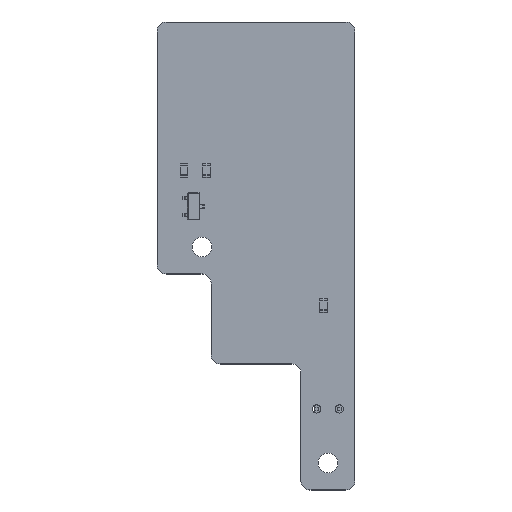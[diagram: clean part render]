
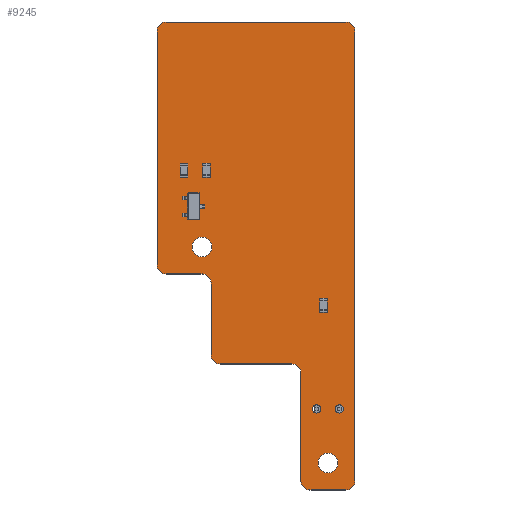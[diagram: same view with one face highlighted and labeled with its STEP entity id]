
A CAD part, top view. The second image highlights one B-rep face of the part: STEP entity #9245.
In plain terms, the highlighted planar face has unit normal (0, 0, 1).
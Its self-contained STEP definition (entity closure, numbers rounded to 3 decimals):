
#8984 = VERTEX_POINT('',#8985);
#8985 = CARTESIAN_POINT('',(16.,25.,1.59));
#8991 = EDGE_CURVE('',#8984,#8992,#8994,.T.);
#8992 = VERTEX_POINT('',#8993);
#8993 = CARTESIAN_POINT('',(17.,24.,1.59));
#8994 = CIRCLE('',#8995,1.);
#8995 = AXIS2_PLACEMENT_3D('',#8996,#8997,#8998);
#8996 = CARTESIAN_POINT('',(16.,24.,1.59));
#8997 = DIRECTION('',(0.,0.,-1.));
#8998 = DIRECTION('',(0.,1.,0.));
#9026 = VERTEX_POINT('',#9027);
#9027 = CARTESIAN_POINT('',(-4.,25.,1.59));
#9033 = EDGE_CURVE('',#9026,#8984,#9034,.T.);
#9034 = LINE('',#9035,#9036);
#9035 = CARTESIAN_POINT('',(-4.,25.,1.59));
#9036 = VECTOR('',#9037,1.);
#9037 = DIRECTION('',(1.,0.,0.));
#9055 = EDGE_CURVE('',#8992,#9056,#9058,.T.);
#9056 = VERTEX_POINT('',#9057);
#9057 = CARTESIAN_POINT('',(17.,-26.,1.59));
#9058 = LINE('',#9059,#9060);
#9059 = CARTESIAN_POINT('',(17.,24.,1.59));
#9060 = VECTOR('',#9061,1.);
#9061 = DIRECTION('',(0.,-1.,0.));
#9245 = ADVANCED_FACE('',(#9246,#9360,#9371,#9382,#9393),#9404,.T.);
#9246 = FACE_BOUND('',#9247,.T.);
#9247 = EDGE_LOOP('',(#9248,#9249,#9250,#9259,#9267,#9276,#9284,#9293,
    #9301,#9310,#9318,#9327,#9335,#9344,#9352,#9359));
#9248 = ORIENTED_EDGE('',*,*,#8991,.F.);
#9249 = ORIENTED_EDGE('',*,*,#9033,.F.);
#9250 = ORIENTED_EDGE('',*,*,#9251,.F.);
#9251 = EDGE_CURVE('',#9252,#9026,#9254,.T.);
#9252 = VERTEX_POINT('',#9253);
#9253 = CARTESIAN_POINT('',(-5.,24.,1.59));
#9254 = CIRCLE('',#9255,1.);
#9255 = AXIS2_PLACEMENT_3D('',#9256,#9257,#9258);
#9256 = CARTESIAN_POINT('',(-4.,24.,1.59));
#9257 = DIRECTION('',(0.,0.,-1.));
#9258 = DIRECTION('',(-1.,0.,-0.));
#9259 = ORIENTED_EDGE('',*,*,#9260,.F.);
#9260 = EDGE_CURVE('',#9261,#9252,#9263,.T.);
#9261 = VERTEX_POINT('',#9262);
#9262 = CARTESIAN_POINT('',(-5.,-2.,1.59));
#9263 = LINE('',#9264,#9265);
#9264 = CARTESIAN_POINT('',(-5.,-2.,1.59));
#9265 = VECTOR('',#9266,1.);
#9266 = DIRECTION('',(0.,1.,0.));
#9267 = ORIENTED_EDGE('',*,*,#9268,.F.);
#9268 = EDGE_CURVE('',#9269,#9261,#9271,.T.);
#9269 = VERTEX_POINT('',#9270);
#9270 = CARTESIAN_POINT('',(-4.,-3.,1.59));
#9271 = CIRCLE('',#9272,1.);
#9272 = AXIS2_PLACEMENT_3D('',#9273,#9274,#9275);
#9273 = CARTESIAN_POINT('',(-4.,-2.,1.59));
#9274 = DIRECTION('',(0.,0.,-1.));
#9275 = DIRECTION('',(0.,-1.,-0.));
#9276 = ORIENTED_EDGE('',*,*,#9277,.F.);
#9277 = EDGE_CURVE('',#9278,#9269,#9280,.T.);
#9278 = VERTEX_POINT('',#9279);
#9279 = CARTESIAN_POINT('',(0.,-3.,1.59));
#9280 = LINE('',#9281,#9282);
#9281 = CARTESIAN_POINT('',(0.,-3.,1.59));
#9282 = VECTOR('',#9283,1.);
#9283 = DIRECTION('',(-1.,0.,0.));
#9284 = ORIENTED_EDGE('',*,*,#9285,.F.);
#9285 = EDGE_CURVE('',#9286,#9278,#9288,.T.);
#9286 = VERTEX_POINT('',#9287);
#9287 = CARTESIAN_POINT('',(1.,-4.,1.59));
#9288 = CIRCLE('',#9289,1.);
#9289 = AXIS2_PLACEMENT_3D('',#9290,#9291,#9292);
#9290 = CARTESIAN_POINT('',(0.,-4.,1.59));
#9291 = DIRECTION('',(0.,0.,1.));
#9292 = DIRECTION('',(1.,0.,-0.));
#9293 = ORIENTED_EDGE('',*,*,#9294,.F.);
#9294 = EDGE_CURVE('',#9295,#9286,#9297,.T.);
#9295 = VERTEX_POINT('',#9296);
#9296 = CARTESIAN_POINT('',(1.,-12.,1.59));
#9297 = LINE('',#9298,#9299);
#9298 = CARTESIAN_POINT('',(1.,-12.,1.59));
#9299 = VECTOR('',#9300,1.);
#9300 = DIRECTION('',(0.,1.,0.));
#9301 = ORIENTED_EDGE('',*,*,#9302,.F.);
#9302 = EDGE_CURVE('',#9303,#9295,#9305,.T.);
#9303 = VERTEX_POINT('',#9304);
#9304 = CARTESIAN_POINT('',(2.,-13.,1.59));
#9305 = CIRCLE('',#9306,1.);
#9306 = AXIS2_PLACEMENT_3D('',#9307,#9308,#9309);
#9307 = CARTESIAN_POINT('',(2.,-12.,1.59));
#9308 = DIRECTION('',(0.,0.,-1.));
#9309 = DIRECTION('',(0.,-1.,-0.));
#9310 = ORIENTED_EDGE('',*,*,#9311,.F.);
#9311 = EDGE_CURVE('',#9312,#9303,#9314,.T.);
#9312 = VERTEX_POINT('',#9313);
#9313 = CARTESIAN_POINT('',(10.,-13.,1.59));
#9314 = LINE('',#9315,#9316);
#9315 = CARTESIAN_POINT('',(10.,-13.,1.59));
#9316 = VECTOR('',#9317,1.);
#9317 = DIRECTION('',(-1.,0.,0.));
#9318 = ORIENTED_EDGE('',*,*,#9319,.F.);
#9319 = EDGE_CURVE('',#9320,#9312,#9322,.T.);
#9320 = VERTEX_POINT('',#9321);
#9321 = CARTESIAN_POINT('',(11.,-14.,1.59));
#9322 = CIRCLE('',#9323,1.);
#9323 = AXIS2_PLACEMENT_3D('',#9324,#9325,#9326);
#9324 = CARTESIAN_POINT('',(10.,-14.,1.59));
#9325 = DIRECTION('',(0.,0.,1.));
#9326 = DIRECTION('',(1.,0.,-0.));
#9327 = ORIENTED_EDGE('',*,*,#9328,.F.);
#9328 = EDGE_CURVE('',#9329,#9320,#9331,.T.);
#9329 = VERTEX_POINT('',#9330);
#9330 = CARTESIAN_POINT('',(11.,-26.,1.59));
#9331 = LINE('',#9332,#9333);
#9332 = CARTESIAN_POINT('',(11.,-26.,1.59));
#9333 = VECTOR('',#9334,1.);
#9334 = DIRECTION('',(0.,1.,0.));
#9335 = ORIENTED_EDGE('',*,*,#9336,.F.);
#9336 = EDGE_CURVE('',#9337,#9329,#9339,.T.);
#9337 = VERTEX_POINT('',#9338);
#9338 = CARTESIAN_POINT('',(12.,-27.,1.59));
#9339 = CIRCLE('',#9340,1.);
#9340 = AXIS2_PLACEMENT_3D('',#9341,#9342,#9343);
#9341 = CARTESIAN_POINT('',(12.,-26.,1.59));
#9342 = DIRECTION('',(0.,0.,-1.));
#9343 = DIRECTION('',(0.,-1.,-0.));
#9344 = ORIENTED_EDGE('',*,*,#9345,.F.);
#9345 = EDGE_CURVE('',#9346,#9337,#9348,.T.);
#9346 = VERTEX_POINT('',#9347);
#9347 = CARTESIAN_POINT('',(16.,-27.,1.59));
#9348 = LINE('',#9349,#9350);
#9349 = CARTESIAN_POINT('',(16.,-27.,1.59));
#9350 = VECTOR('',#9351,1.);
#9351 = DIRECTION('',(-1.,0.,0.));
#9352 = ORIENTED_EDGE('',*,*,#9353,.F.);
#9353 = EDGE_CURVE('',#9056,#9346,#9354,.T.);
#9354 = CIRCLE('',#9355,1.);
#9355 = AXIS2_PLACEMENT_3D('',#9356,#9357,#9358);
#9356 = CARTESIAN_POINT('',(16.,-26.,1.59));
#9357 = DIRECTION('',(0.,0.,-1.));
#9358 = DIRECTION('',(1.,0.,0.));
#9359 = ORIENTED_EDGE('',*,*,#9055,.F.);
#9360 = FACE_BOUND('',#9361,.T.);
#9361 = EDGE_LOOP('',(#9362));
#9362 = ORIENTED_EDGE('',*,*,#9363,.T.);
#9363 = EDGE_CURVE('',#9364,#9364,#9366,.T.);
#9364 = VERTEX_POINT('',#9365);
#9365 = CARTESIAN_POINT('',(14.,-25.1,1.59));
#9366 = CIRCLE('',#9367,1.1);
#9367 = AXIS2_PLACEMENT_3D('',#9368,#9369,#9370);
#9368 = CARTESIAN_POINT('',(14.,-24.,1.59));
#9369 = DIRECTION('',(-0.,0.,-1.));
#9370 = DIRECTION('',(-0.,-1.,0.));
#9371 = FACE_BOUND('',#9372,.T.);
#9372 = EDGE_LOOP('',(#9373));
#9373 = ORIENTED_EDGE('',*,*,#9374,.T.);
#9374 = EDGE_CURVE('',#9375,#9375,#9377,.T.);
#9375 = VERTEX_POINT('',#9376);
#9376 = CARTESIAN_POINT('',(12.725,-18.45,1.59));
#9377 = CIRCLE('',#9378,0.45);
#9378 = AXIS2_PLACEMENT_3D('',#9379,#9380,#9381);
#9379 = CARTESIAN_POINT('',(12.725,-18.,1.59));
#9380 = DIRECTION('',(-0.,0.,-1.));
#9381 = DIRECTION('',(0.,-1.,0.));
#9382 = FACE_BOUND('',#9383,.T.);
#9383 = EDGE_LOOP('',(#9384));
#9384 = ORIENTED_EDGE('',*,*,#9385,.T.);
#9385 = EDGE_CURVE('',#9386,#9386,#9388,.T.);
#9386 = VERTEX_POINT('',#9387);
#9387 = CARTESIAN_POINT('',(15.265,-18.45,1.59));
#9388 = CIRCLE('',#9389,0.45);
#9389 = AXIS2_PLACEMENT_3D('',#9390,#9391,#9392);
#9390 = CARTESIAN_POINT('',(15.265,-18.,1.59));
#9391 = DIRECTION('',(-0.,0.,-1.));
#9392 = DIRECTION('',(-0.,-1.,0.));
#9393 = FACE_BOUND('',#9394,.T.);
#9394 = EDGE_LOOP('',(#9395));
#9395 = ORIENTED_EDGE('',*,*,#9396,.T.);
#9396 = EDGE_CURVE('',#9397,#9397,#9399,.T.);
#9397 = VERTEX_POINT('',#9398);
#9398 = CARTESIAN_POINT('',(0.,-1.1,1.59));
#9399 = CIRCLE('',#9400,1.1);
#9400 = AXIS2_PLACEMENT_3D('',#9401,#9402,#9403);
#9401 = CARTESIAN_POINT('',(0.,0.,1.59)
  );
#9402 = DIRECTION('',(-0.,0.,-1.));
#9403 = DIRECTION('',(0.,-1.,-0.));
#9404 = PLANE('',#9405);
#9405 = AXIS2_PLACEMENT_3D('',#9406,#9407,#9408);
#9406 = CARTESIAN_POINT('',(0.,0.,1.59));
#9407 = DIRECTION('',(0.,0.,1.));
#9408 = DIRECTION('',(1.,0.,-0.));
